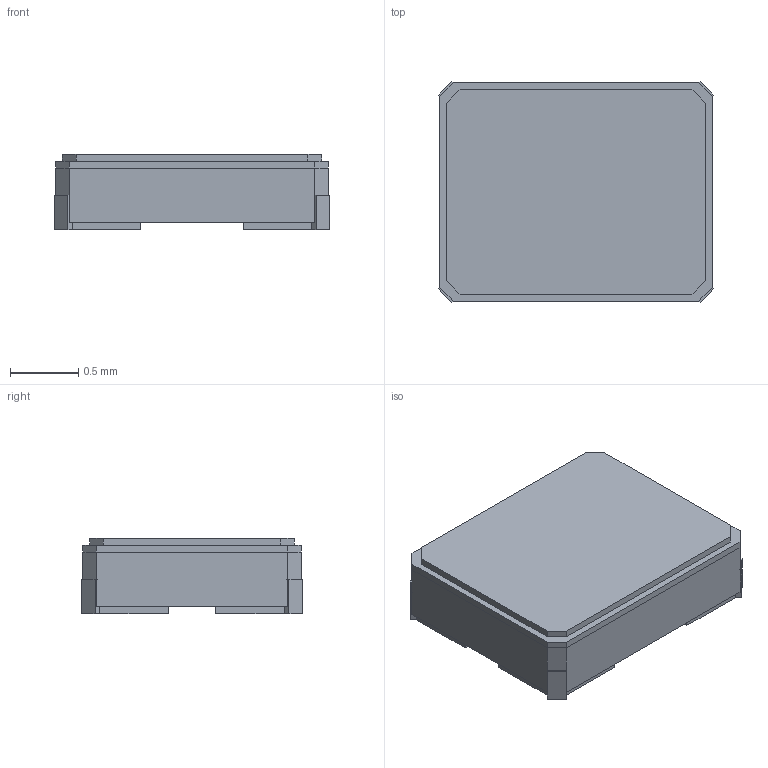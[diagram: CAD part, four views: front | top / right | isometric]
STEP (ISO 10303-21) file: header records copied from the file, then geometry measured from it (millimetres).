
FILE_DESCRIPTION(/* description */ (''),/* implementation_level */ '2;1');
FILE_NAME(/* name */ 'crystal_2016.stp',/* time_stamp */ '2024-01-06T18:52:39+01:00',/* author */ (''),/* organization */ (''),/* preprocessor_version */ 'ST-DEVELOPER v15.2',/* originating_system */ 'Autodesk Translator Framework v2.0.0.5431',/* authorisation */ '');
FILE_SCHEMA (('AUTOMOTIVE_DESIGN { 1 0 10303 214 3 1 1 }'));
Length unit declared in the file: centimetre
Products named in the file (1): crystal_2016
Bounding box: 2.02 x 1.62 x 0.55 mm (x, y, z)
Volume: 1.5 mm3; surface area: 23.6 mm2
Topology: 7 solids, 7 shells, 102 faces, 256 edges, 168 vertices
Faces by surface type: plane 102
Entity records: 3007 total; most frequent: CARTESIAN_POINT 527, ORIENTED_EDGE 512, DIRECTION 462, LINE 256, VECTOR 256, EDGE_CURVE 256, VERTEX_POINT 168, EDGE_LOOP 104
